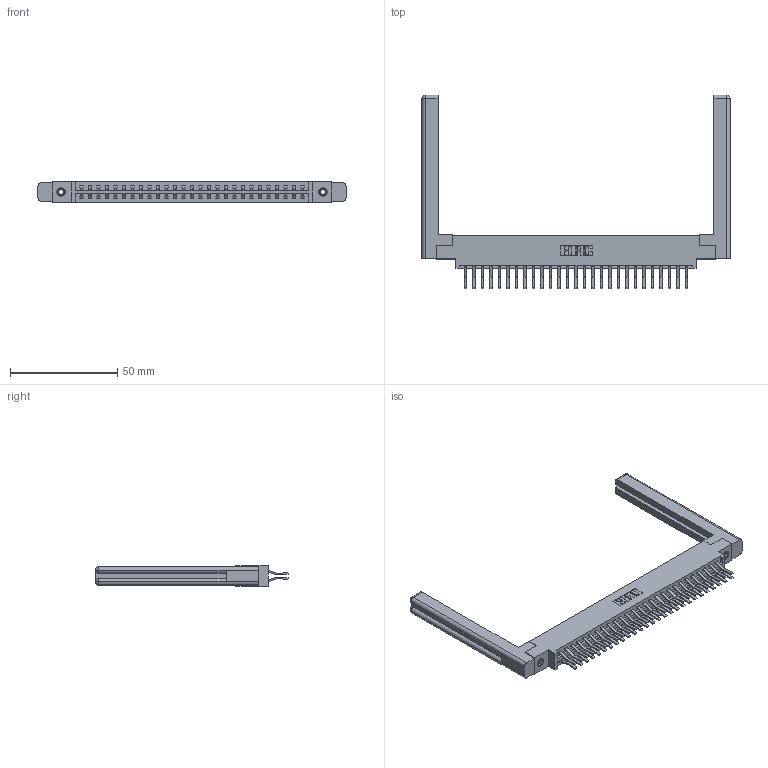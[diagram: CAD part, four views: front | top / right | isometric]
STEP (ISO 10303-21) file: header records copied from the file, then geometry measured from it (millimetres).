
FILE_DESCRIPTION (( 'STEP AP203' ), '1' );
FILE_NAME ('387-054-560-858.STEP', '2019-10-19T06:07:04', ( '' ), ( '' ), 'SwSTEP 2.0', 'SolidWorks 2016', '' );
FILE_SCHEMA (( 'CONFIG_CONTROL_DESIGN' ));
Length unit declared in the file: inch
Products named in the file (5): 307-220-058; 337 Part_0.170 Offset - 0.156 Dia-TI; 345-292-001_560 Tail; 387-054-560-858; 345-250-001_345-250-001-102
Assembly tree (59 placements, depth 2):
  387-054-560-858
    337 Part_0.170 Offset - 0.156 Dia-TI
    345-292-001_560 Tail  x54
    345-250-001_345-250-001-102  x2
    307-220-058  x2
Bounding box: 143.61 x 90.19 x 9.4 mm (x, y, z)
Volume: 22314.1 mm3; surface area: 23184.9 mm2
Topology: 59 solids, 59 shells, 3284 faces, 9695 edges, 6378 vertices
Faces by surface type: plane 2210, cylinder 1050, cone 12, torus 12
Entity records: 25728 total; most frequent: CARTESIAN_POINT 4357, ORIENTED_EDGE 4232, DIRECTION 3752, EDGE_CURVE 2116, VECTOR 1936, LINE 1936, VERTEX_POINT 1402, AXIS2_PLACEMENT_3D 908
